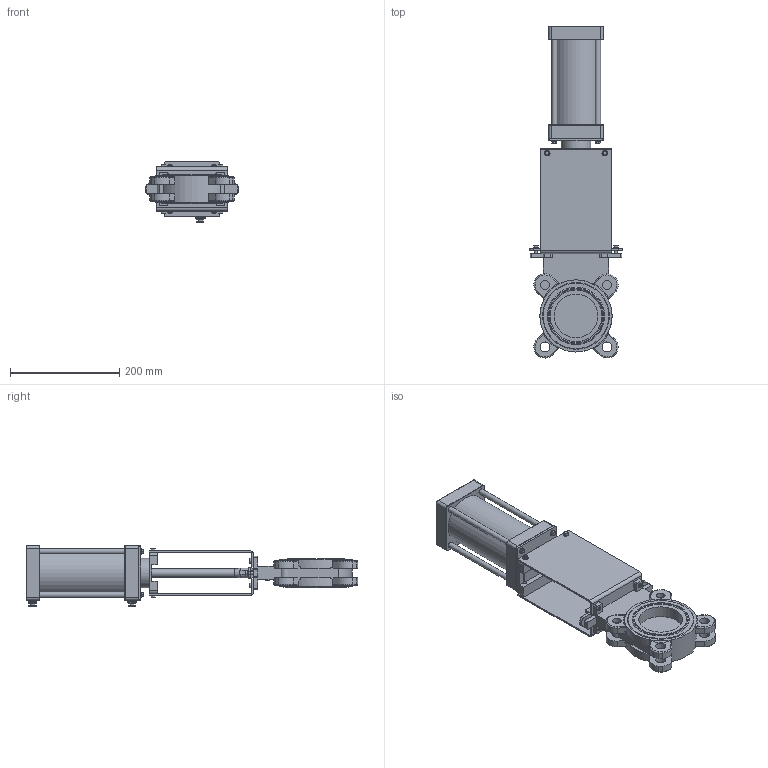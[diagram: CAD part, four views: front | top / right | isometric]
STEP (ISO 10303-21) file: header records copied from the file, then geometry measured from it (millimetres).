
FILE_DESCRIPTION(/* description */ (''),/* implementation_level */ '2;1');
FILE_NAME(/* name */ 'DN80_3D_STEP.stp',/* time_stamp */ '2023-12-28T13:15:23+03:00',/* author */ ('igorr'),/* organization */ (''),/* preprocessor_version */ 'ST-DEVELOPER v19.2',/* originating_system */ 'Autodesk Inventor 2023',/* authorisation */ '');
FILE_SCHEMA (('AUTOMOTIVE_DESIGN { 1 0 10303 214 3 1 1 }'));
Length unit declared in the file: millimetre
Products named in the file (8): Сборка; Деталь1; Деталь3; AS 1420 - 1973 - M5 x 10; Деталь4; Деталь5; Деталь2; AS 1427 - M5 x 10
Assembly tree (20 placements, depth 2):
  Сборка
    Деталь1
    Деталь3
    AS 1420 - 1973 - M5 x 10  x4
    AS 1427 - M5 x 10  x10
    Деталь4
    Деталь5
    Деталь2  x2
Bounding box: 170 x 606.86 x 110.75 mm (x, y, z)
Volume: 2744459.9 mm3; surface area: 418695.1 mm2
Topology: 20 solids, 20 shells, 720 faces, 1711 edges, 1088 vertices
Faces by surface type: plane 379, cylinder 200, torus 60, cone 42, bspline 39
Full cylindrical faces by diameter (mm): 4.018 x10, 5 x18, 6 x6, 8 x12, 8.5 x4, 10 x17, 13 x4, 15 x3, 16 x4, 18 x4, 20 x1, 54 x1, 80 x2, 90 x1
Entity records: 17325 total; most frequent: CARTESIAN_POINT 4144, DIRECTION 2577, ORIENTED_EDGE 2530, EDGE_CURVE 1265, AXIS2_PLACEMENT_3D 933, VERTEX_POINT 803, LINE 711, VECTOR 711
